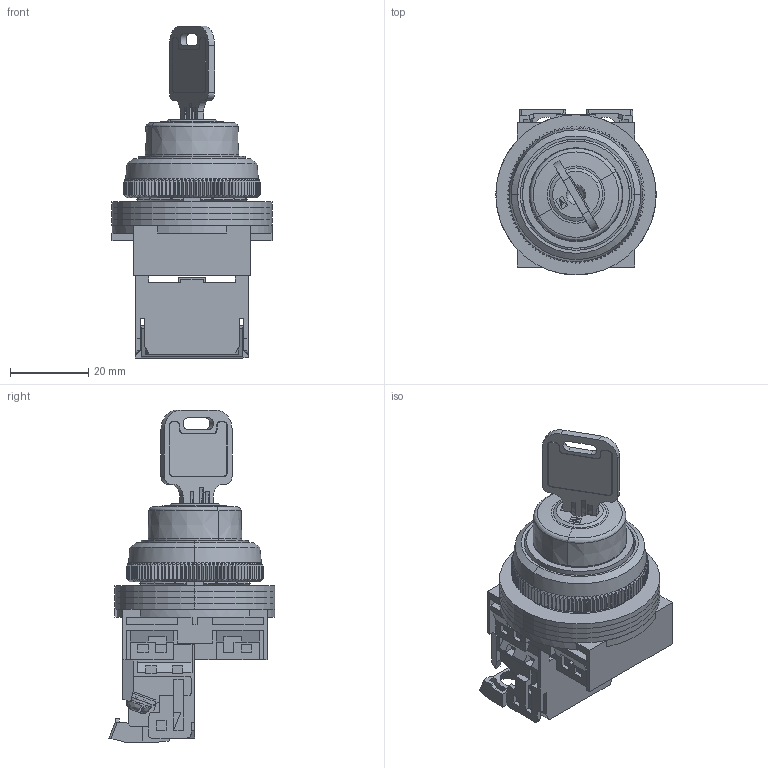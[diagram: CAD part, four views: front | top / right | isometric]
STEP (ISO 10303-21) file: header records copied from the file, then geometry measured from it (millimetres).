
FILE_DESCRIPTION (( 'STEP AP214' ), '1' );
FILE_NAME ('AR30JR-0A10AZC.step', '2018-02-13T19:36:38', ( '' ), ( '' ), 'SwSTEP 2.0', 'SolidWorks 2017', '' );
FILE_SCHEMA (( 'AUTOMOTIVE_DESIGN' ));
Length unit declared in the file: inch
Products named in the file (1): AR30JR-0A10AZC
Bounding box: 41 x 42.5 x 85 mm (x, y, z)
Volume: 32191 mm3; surface area: 29284.7 mm2
Topology: 16 solids, 16 shells, 1404 faces, 3740 edges, 2387 vertices
Faces by surface type: plane 938, cone 230, cylinder 218, bspline 18
Entity records: 63269 total; most frequent: CARTESIAN_POINT 10479, ORIENTED_EDGE 7480, DIRECTION 6670, EDGE_CURVE 3740, VERTEX_POINT 2387, VECTOR 2374, LINE 2374, AXIS2_PLACEMENT_3D 2148
